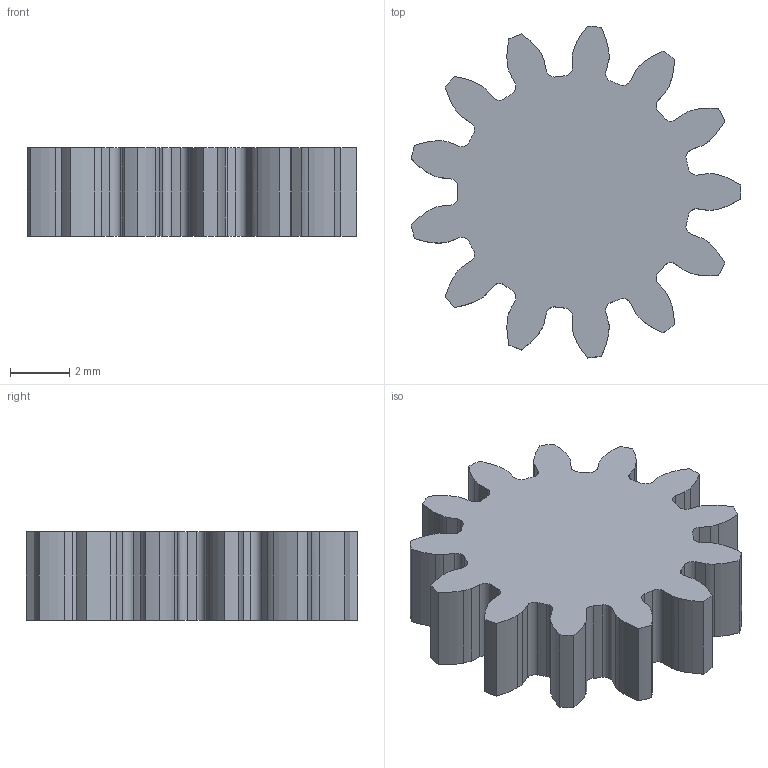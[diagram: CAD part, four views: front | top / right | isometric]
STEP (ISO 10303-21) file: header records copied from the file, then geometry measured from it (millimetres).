
FILE_DESCRIPTION(('FreeCAD Model'),'2;1');
FILE_NAME('laser_sledge__driving_gear_2.step','2019-03-03T19:39:20',('Author'),(''), 'Open CASCADE STEP processor 7.3','FreeCAD','Unknown');
FILE_SCHEMA(('AUTOMOTIVE_DESIGN { 1 0 10303 214 1 1 1 1 }'));
Length unit declared in the file: millimetre
Products named in the file (1): Pad
Bounding box: 11.14 x 11.22 x 3 mm (x, y, z)
Volume: 216.1 mm3; surface area: 327.4 mm2
Topology: 1 solids, 1 shells, 132 faces, 390 edges, 260 vertices
Faces by surface type: extrusion 52, cylinder 52, plane 28
Entity records: 10029 total; most frequent: CARTESIAN_POINT 2655, DIRECTION 1228, VECTOR 806, ORIENTED_EDGE 780, PCURVE 780, DEFINITIONAL_REPRESENTATION 780, LINE 754, EDGE_CURVE 390
